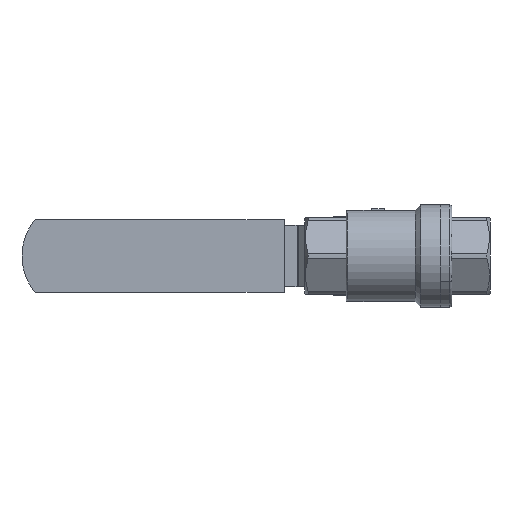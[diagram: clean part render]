
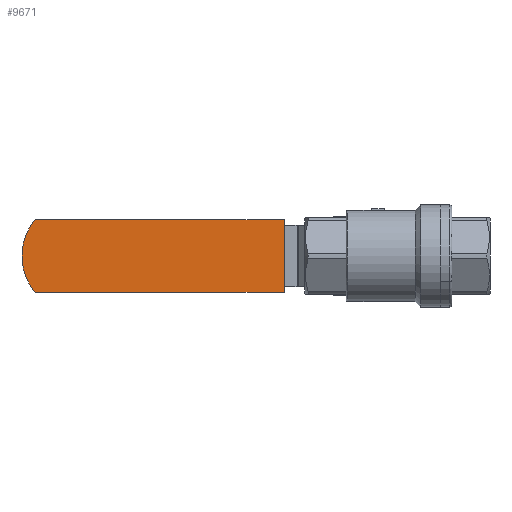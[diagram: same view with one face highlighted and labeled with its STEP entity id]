
A CAD part, front view. The second image highlights one B-rep face of the part: STEP entity #9671.
In plain terms, the highlighted planar face has unit normal (0, -1, 0).
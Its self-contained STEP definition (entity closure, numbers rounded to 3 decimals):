
#1076 = VERTEX_POINT ( 'NONE', #8533 ) ;
#1453 = CARTESIAN_POINT ( 'NONE',  ( 43.5, 25., -10. ) ) ;
#2200 = DIRECTION ( 'NONE',  ( 1., 0., 0. ) ) ;
#4125 = EDGE_CURVE ( 'NONE', #1076, #6298, #13959, .T. ) ;
#4570 = DIRECTION ( 'NONE',  ( 0., 0., 1. ) ) ;
#4752 = ORIENTED_EDGE ( 'NONE', *, *, #6522, .F. ) ;
#5901 = CARTESIAN_POINT ( 'NONE',  ( 111.843, 25., -10. ) ) ;
#5926 = LINE ( 'NONE', #7480, #17622 ) ;
#6107 = VECTOR ( 'NONE', #17005, 1000. ) ;
#6111 = VERTEX_POINT ( 'NONE', #1453 ) ;
#6298 = VERTEX_POINT ( 'NONE', #14468 ) ;
#6522 = EDGE_CURVE ( 'NONE', #16073, #6111, #11072, .T. ) ;
#7480 = CARTESIAN_POINT ( 'NONE',  ( 43.5, 25., -10. ) ) ;
#8274 = DIRECTION ( 'NONE',  ( 0., 1., 0. ) ) ;
#8533 = CARTESIAN_POINT ( 'NONE',  ( 43.5, 25., 10. ) ) ;
#9337 = AXIS2_PLACEMENT_3D ( 'NONE', #10282, #8274, #11105 ) ;
#9671 = ADVANCED_FACE ( 'NONE', ( #17581 ), #18950, .F. ) ;
#10000 = DIRECTION ( 'NONE',  ( 0., 1., 0. ) ) ;
#10282 = CARTESIAN_POINT ( 'NONE',  ( 100., 25., 0. ) ) ;
#11072 = LINE ( 'NONE', #14177, #6107 ) ;
#11105 = DIRECTION ( 'NONE',  ( 0., 0., 1. ) ) ;
#11246 = CARTESIAN_POINT ( 'NONE',  ( 111.843, 25., 10. ) ) ;
#11270 = CARTESIAN_POINT ( 'NONE',  ( 100., 25., 0. ) ) ;
#12569 = ORIENTED_EDGE ( 'NONE', *, *, #15497, .F. ) ;
#13579 = AXIS2_PLACEMENT_3D ( 'NONE', #11270, #10000, #14379 ) ;
#13830 = EDGE_CURVE ( 'NONE', #6298, #16073, #15219, .T. ) ;
#13959 = LINE ( 'NONE', #11246, #16324 ) ;
#14177 = CARTESIAN_POINT ( 'NONE',  ( 43.5, 25., -10. ) ) ;
#14379 = DIRECTION ( 'NONE',  ( 0., 0., 1. ) ) ;
#14468 = CARTESIAN_POINT ( 'NONE',  ( 111.843, 25., 10. ) ) ;
#15009 = ORIENTED_EDGE ( 'NONE', *, *, #4125, .F. ) ;
#15219 = CIRCLE ( 'NONE', #9337, 15.5 ) ;
#15497 = EDGE_CURVE ( 'NONE', #6111, #1076, #5926, .T. ) ;
#16073 = VERTEX_POINT ( 'NONE', #5901 ) ;
#16112 = EDGE_LOOP ( 'NONE', ( #4752, #16526, #15009, #12569 ) ) ;
#16324 = VECTOR ( 'NONE', #2200, 1000. ) ;
#16526 = ORIENTED_EDGE ( 'NONE', *, *, #13830, .F. ) ;
#17005 = DIRECTION ( 'NONE',  ( -1., 0., 0. ) ) ;
#17581 = FACE_OUTER_BOUND ( 'NONE', #16112, .T. ) ;
#17622 = VECTOR ( 'NONE', #4570, 1000. ) ;
#18950 = PLANE ( 'NONE',  #13579 ) ;
